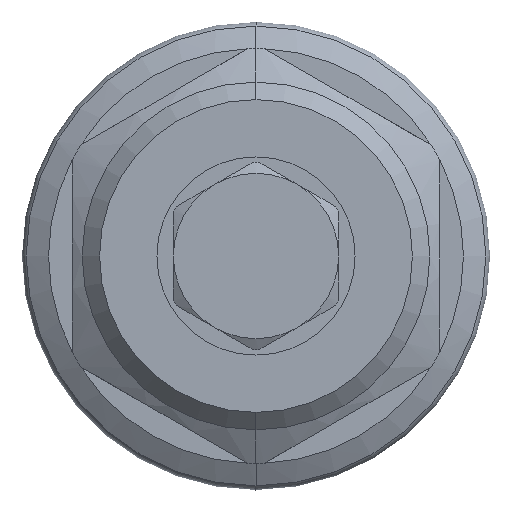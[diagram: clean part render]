
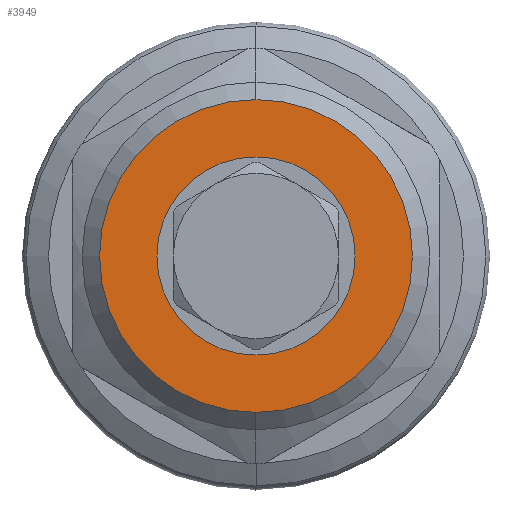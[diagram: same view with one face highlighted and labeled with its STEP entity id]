
A CAD part, left-side view. The second image highlights one B-rep face of the part: STEP entity #3949.
In plain terms, the highlighted planar face has unit normal (-1, 0, 0).
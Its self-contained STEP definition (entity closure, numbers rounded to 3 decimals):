
#31 = DIRECTION ( 'NONE',  ( 1., 0., 0. ) ) ;
#32 = DIRECTION ( 'NONE',  ( 0., 0., -1. ) ) ;
#77 = CARTESIAN_POINT ( 'NONE',  ( 0., 0., 0. ) ) ;
#120 = CIRCLE ( 'NONE', #786, 8.55 ) ;
#737 = AXIS2_PLACEMENT_3D ( 'NONE', #6029, #6030, #6031 ) ;
#786 = AXIS2_PLACEMENT_3D ( 'NONE', #3581, #3582, #3583 ) ;
#1187 = CIRCLE ( 'NONE', #737, 13.5 ) ;
#1440 = EDGE_LOOP ( 'NONE', ( #6480, #6492 ) ) ;
#1451 = EDGE_LOOP ( 'NONE', ( #6448, #6824 ) ) ;
#2151 = DIRECTION ( 'NONE',  ( -1., 0., 0. ) ) ;
#2229 = DIRECTION ( 'NONE',  ( 0., 0., 1. ) ) ;
#2254 = CARTESIAN_POINT ( 'NONE',  ( 0., 0., 0. ) ) ;
#2329 = FACE_BOUND ( 'NONE', #1451, .T. ) ;
#2330 = FACE_OUTER_BOUND ( 'NONE', #1440, .T. ) ;
#2699 = EDGE_CURVE ( 'NONE', #6332, #6364, #8207, .T. ) ;
#2731 = EDGE_CURVE ( 'NONE', #6283, #6290, #8129, .T. ) ;
#3220 = CARTESIAN_POINT ( 'NONE',  ( 0., 0., 13.5 ) ) ;
#3225 = CARTESIAN_POINT ( 'NONE',  ( 0., 0., -13.5 ) ) ;
#3264 = CARTESIAN_POINT ( 'NONE',  ( 0., 0., 8.55 ) ) ;
#3279 = CARTESIAN_POINT ( 'NONE',  ( 0., 0., -8.55 ) ) ;
#3581 = CARTESIAN_POINT ( 'NONE',  ( 0., 0., 0. ) ) ;
#3582 = DIRECTION ( 'NONE',  ( -1., 0., 0. ) ) ;
#3583 = DIRECTION ( 'NONE',  ( 0., 0., 1. ) ) ;
#3949 = ADVANCED_FACE ( 'NONE', ( #2330, #2329 ), #5258, .F. ) ;
#5255 = DIRECTION ( 'NONE',  ( 1., 0., 0. ) ) ;
#5258 = PLANE ( 'NONE',  #7184 ) ;
#5260 = CARTESIAN_POINT ( 'NONE',  ( 0., 0., 0. ) ) ;
#5301 = DIRECTION ( 'NONE',  ( 0., 0., -1. ) ) ;
#6029 = CARTESIAN_POINT ( 'NONE',  ( 0., 0., 0. ) ) ;
#6030 = DIRECTION ( 'NONE',  ( 1., 0., 0. ) ) ;
#6031 = DIRECTION ( 'NONE',  ( 0., 0., -1. ) ) ;
#6283 = VERTEX_POINT ( 'NONE', #3220 ) ;
#6290 = VERTEX_POINT ( 'NONE', #3225 ) ;
#6332 = VERTEX_POINT ( 'NONE', #3264 ) ;
#6364 = VERTEX_POINT ( 'NONE', #3279 ) ;
#6448 = ORIENTED_EDGE ( 'NONE', *, *, #2699, .F. ) ;
#6480 = ORIENTED_EDGE ( 'NONE', *, *, #8475, .F. ) ;
#6492 = ORIENTED_EDGE ( 'NONE', *, *, #2731, .F. ) ;
#6824 = ORIENTED_EDGE ( 'NONE', *, *, #8307, .F. ) ;
#7184 = AXIS2_PLACEMENT_3D ( 'NONE', #5260, #5255, #5301 ) ;
#7722 = AXIS2_PLACEMENT_3D ( 'NONE', #2254, #2151, #2229 ) ;
#7825 = AXIS2_PLACEMENT_3D ( 'NONE', #77, #31, #32 ) ;
#8129 = CIRCLE ( 'NONE', #7825, 13.5 ) ;
#8207 = CIRCLE ( 'NONE', #7722, 8.55 ) ;
#8307 = EDGE_CURVE ( 'NONE', #6364, #6332, #120, .T. ) ;
#8475 = EDGE_CURVE ( 'NONE', #6290, #6283, #1187, .T. ) ;
